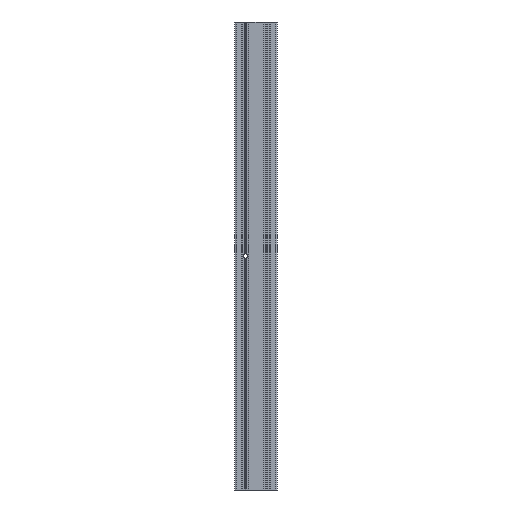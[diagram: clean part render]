
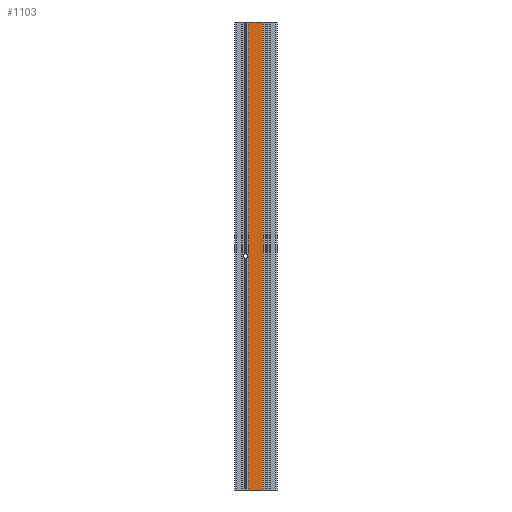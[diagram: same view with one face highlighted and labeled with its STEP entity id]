
A CAD part, left-side view. The second image highlights one B-rep face of the part: STEP entity #1103.
In plain terms, the highlighted planar face has unit normal (-1, 0, 0).
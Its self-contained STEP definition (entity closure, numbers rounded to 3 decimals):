
#45 = DIRECTION ( 'NONE',  ( 0., 0., 1. ) ) ;
#178 = VECTOR ( 'NONE', #4534, 1000. ) ;
#341 = EDGE_CURVE ( 'NONE', #4104, #1295, #6181, .T. ) ;
#707 = DIRECTION ( 'NONE',  ( 0., 0., 1. ) ) ;
#860 = PLANE ( 'NONE',  #3217 ) ;
#1103 = ADVANCED_FACE ( 'NONE', ( #9370 ), #860, .T. ) ;
#1295 = VERTEX_POINT ( 'NONE', #2401 ) ;
#1466 = LINE ( 'NONE', #2268, #9154 ) ;
#2023 = DIRECTION ( 'NONE',  ( -1., 0., 0. ) ) ;
#2268 = CARTESIAN_POINT ( 'NONE',  ( -15., -4.75, 25. ) ) ;
#2385 = CARTESIAN_POINT ( 'NONE',  ( -15., -4.75, -635. ) ) ;
#2401 = CARTESIAN_POINT ( 'NONE',  ( -15., -4.75, 25. ) ) ;
#2525 = ORIENTED_EDGE ( 'NONE', *, *, #4968, .T. ) ;
#3217 = AXIS2_PLACEMENT_3D ( 'NONE', #7497, #2023, #10481 ) ;
#3860 = VECTOR ( 'NONE', #45, 1000. ) ;
#4104 = VERTEX_POINT ( 'NONE', #5884 ) ;
#4534 = DIRECTION ( 'NONE',  ( 0., -1., 0. ) ) ;
#4968 = EDGE_CURVE ( 'NONE', #4104, #5908, #5586, .T. ) ;
#5035 = EDGE_LOOP ( 'NONE', ( #11794, #10707, #2525, #5361 ) ) ;
#5361 = ORIENTED_EDGE ( 'NONE', *, *, #11574, .T. ) ;
#5586 = LINE ( 'NONE', #7554, #178 ) ;
#5884 = CARTESIAN_POINT ( 'NONE',  ( -15., -4.75, -635. ) ) ;
#5908 = VERTEX_POINT ( 'NONE', #8569 ) ;
#6064 = DIRECTION ( 'NONE',  ( 0., -1., 0. ) ) ;
#6181 = LINE ( 'NONE', #2385, #7560 ) ;
#7497 = CARTESIAN_POINT ( 'NONE',  ( -15., -4.75, -635. ) ) ;
#7554 = CARTESIAN_POINT ( 'NONE',  ( -15., -4.75, -635. ) ) ;
#7560 = VECTOR ( 'NONE', #707, 1000. ) ;
#7757 = EDGE_CURVE ( 'NONE', #1295, #10186, #1466, .T. ) ;
#8569 = CARTESIAN_POINT ( 'NONE',  ( -15., -25.25, -635. ) ) ;
#9154 = VECTOR ( 'NONE', #6064, 1000. ) ;
#9370 = FACE_OUTER_BOUND ( 'NONE', #5035, .T. ) ;
#10186 = VERTEX_POINT ( 'NONE', #11066 ) ;
#10481 = DIRECTION ( 'NONE',  ( 0., 0., 1. ) ) ;
#10483 = CARTESIAN_POINT ( 'NONE',  ( -15., -25.25, -635. ) ) ;
#10707 = ORIENTED_EDGE ( 'NONE', *, *, #341, .F. ) ;
#11066 = CARTESIAN_POINT ( 'NONE',  ( -15., -25.25, 25. ) ) ;
#11548 = LINE ( 'NONE', #10483, #3860 ) ;
#11574 = EDGE_CURVE ( 'NONE', #5908, #10186, #11548, .T. ) ;
#11794 = ORIENTED_EDGE ( 'NONE', *, *, #7757, .F. ) ;
